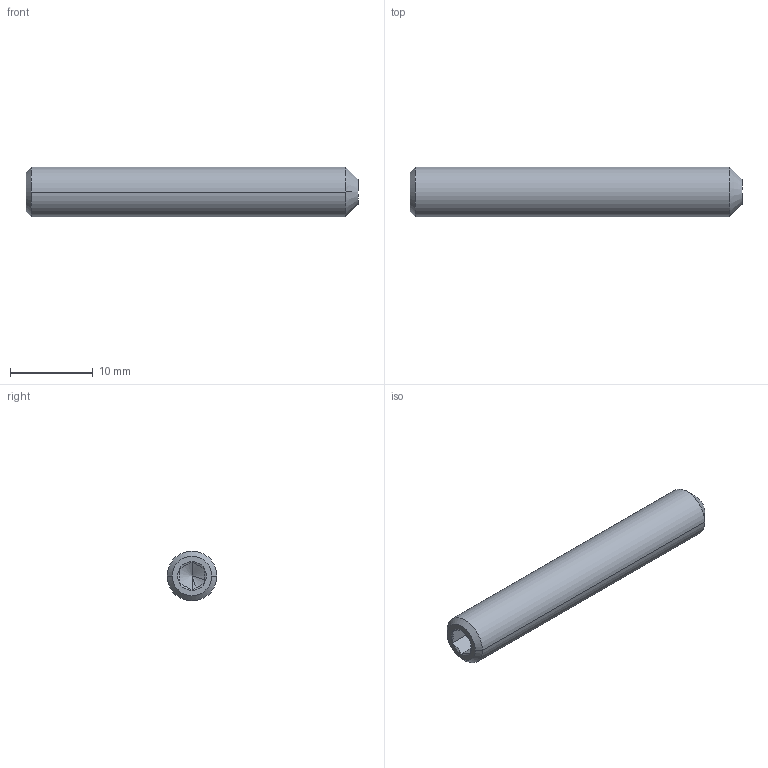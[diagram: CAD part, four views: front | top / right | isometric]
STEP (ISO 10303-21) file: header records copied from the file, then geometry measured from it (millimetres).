
FILE_DESCRIPTION(('HOOPS Exchange Step'),'2;1');
FILE_NAME('export-78EFDECC-37A9-42A9-A383-4F2B33FD49FF.stp','2022-10-18T16:37:19+02:00',('User'),('Alibre'),'HOOPS Exchange 2021.0','Alibre','Unknown authorisation');
FILE_SCHEMA( ('AP242_MANAGED_MODEL_BASED_3D_ENGINEERING_MIM_LF {1 0 10303 442 1 1 4 }') );
Length unit declared in the file: millimetre
Products named in the file (1): 6090 M6x40 DIN 916 RVS A2 - Hexagon socket set screws
Bounding box: 40 x 6 x 6 mm (x, y, z)
Volume: 1077.1 mm3; surface area: 826.9 mm2
Topology: 1 solids, 1 shells, 28 faces, 62 edges, 32 vertices
Faces by surface type: cone 18, plane 8, cylinder 2
Entity records: 745 total; most frequent: CARTESIAN_POINT 134, DIRECTION 130, ORIENTED_EDGE 112, EDGE_CURVE 56, AXIS2_PLACEMENT_3D 52, VERTEX_POINT 32, EDGE_LOOP 30, FACE_BOUND 30
